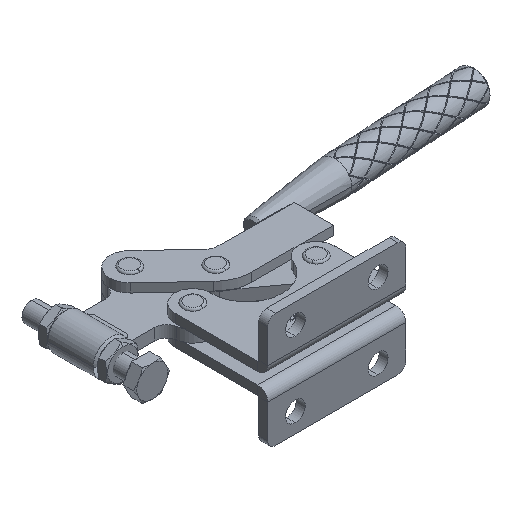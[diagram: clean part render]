
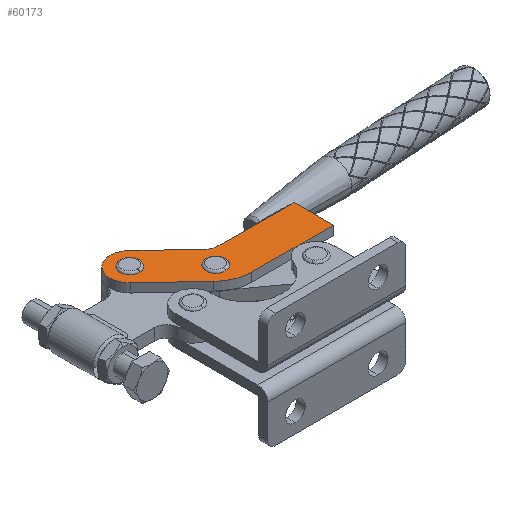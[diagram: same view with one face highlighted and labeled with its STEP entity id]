
A CAD part, isometric view. The second image highlights one B-rep face of the part: STEP entity #60173.
In plain terms, the highlighted face is planar.
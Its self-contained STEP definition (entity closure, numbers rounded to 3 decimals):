
#8115 = DIRECTION ( 'NONE',  ( -1., 0., 0. ) ) ;
#8119 = CARTESIAN_POINT ( 'NONE',  ( 7.5, 146.189, 3.592 ) ) ;
#8124 = PLANE ( 'NONE',  #13170 ) ;
#8128 = DIRECTION ( 'NONE',  ( 0., 0., 1. ) ) ;
#8967 = CIRCLE ( 'NONE', #66297, 6. ) ;
#8976 = CIRCLE ( 'NONE', #66295, 4. ) ;
#8980 = CIRCLE ( 'NONE', #66296, 4. ) ;
#8983 = LINE ( 'NONE', #49850, #8987 ) ;
#8985 = LINE ( 'NONE', #50378, #8997 ) ;
#8987 = VECTOR ( 'NONE', #50494, 1000. ) ;
#8997 = VECTOR ( 'NONE', #49839, 1000. ) ;
#8999 = CIRCLE ( 'NONE', #66298, 10. ) ;
#9003 = CIRCLE ( 'NONE', #66299, 20. ) ;
#9008 = LINE ( 'NONE', #49868, #9012 ) ;
#9012 = VECTOR ( 'NONE', #49883, 1000. ) ;
#9014 = LINE ( 'NONE', #49841, #9027 ) ;
#9027 = VECTOR ( 'NONE', #50344, 1000. ) ;
#9029 = LINE ( 'NONE', #50343, #9040 ) ;
#9040 = VECTOR ( 'NONE', #50360, 1000. ) ;
#12906 = FACE_BOUND ( 'NONE', #20086, .T. ) ;
#12907 = FACE_BOUND ( 'NONE', #20098, .T. ) ;
#12910 = FACE_OUTER_BOUND ( 'NONE', #20087, .T. ) ;
#13170 = AXIS2_PLACEMENT_3D ( 'NONE', #8119, #8115, #8128 ) ;
#14035 = AXIS2_PLACEMENT_3D ( 'NONE', #16922, #16923, #16924 ) ;
#14124 = AXIS2_PLACEMENT_3D ( 'NONE', #17184, #17185, #17186 ) ;
#16677 = CARTESIAN_POINT ( 'NONE',  ( 7.5, 173.916, -15.479 ) ) ;
#16678 = CARTESIAN_POINT ( 'NONE',  ( 7.5, 173.916, -7.479 ) ) ;
#16854 = CARTESIAN_POINT ( 'NONE',  ( 7.5, 152.869, 15.091 ) ) ;
#16922 = CARTESIAN_POINT ( 'NONE',  ( 7.5, 173.916, -11.479 ) ) ;
#16923 = DIRECTION ( 'NONE',  ( 1., 0., 0. ) ) ;
#16924 = DIRECTION ( 'NONE',  ( 0., 0., -1. ) ) ;
#17184 = CARTESIAN_POINT ( 'NONE',  ( 7.5, 152.869, 11.091 ) ) ;
#17185 = DIRECTION ( 'NONE',  ( 1., 0., 0. ) ) ;
#17186 = DIRECTION ( 'NONE',  ( 0., 0., -1. ) ) ;
#17749 = CIRCLE ( 'NONE', #14035, 4. ) ;
#17839 = CIRCLE ( 'NONE', #14124, 4. ) ;
#20086 = EDGE_LOOP ( 'NONE', ( #40490, #40472 ) ) ;
#20087 = EDGE_LOOP ( 'NONE', ( #40498, #54711, #54737, #54817, #54757, #54722, #54773, #40507 ) ) ;
#20098 = EDGE_LOOP ( 'NONE', ( #40561, #40590 ) ) ;
#20836 = EDGE_CURVE ( 'NONE', #40963, #64690, #8976, .T. ) ;
#20837 = EDGE_CURVE ( 'NONE', #64493, #64495, #8980, .T. ) ;
#20838 = EDGE_CURVE ( 'NONE', #54633, #54609, #8983, .T. ) ;
#20839 = EDGE_CURVE ( 'NONE', #54609, #54623, #8967, .T. ) ;
#20841 = EDGE_CURVE ( 'NONE', #54623, #54682, #8985, .T. ) ;
#20844 = EDGE_CURVE ( 'NONE', #54682, #54690, #8999, .T. ) ;
#20845 = EDGE_CURVE ( 'NONE', #54690, #54635, #9008, .T. ) ;
#20847 = EDGE_CURVE ( 'NONE', #54635, #54613, #9003, .T. ) ;
#20849 = EDGE_CURVE ( 'NONE', #54613, #54643, #9014, .T. ) ;
#20852 = EDGE_CURVE ( 'NONE', #54643, #54633, #9029, .T. ) ;
#40472 = ORIENTED_EDGE ( 'NONE', *, *, #20836, .F. ) ;
#40490 = ORIENTED_EDGE ( 'NONE', *, *, #65000, .F. ) ;
#40498 = ORIENTED_EDGE ( 'NONE', *, *, #20852, .T. ) ;
#40507 = ORIENTED_EDGE ( 'NONE', *, *, #20849, .T. ) ;
#40561 = ORIENTED_EDGE ( 'NONE', *, *, #64854, .F. ) ;
#40590 = ORIENTED_EDGE ( 'NONE', *, *, #20837, .F. ) ;
#40963 = VERTEX_POINT ( 'NONE', #46936 ) ;
#46221 = CARTESIAN_POINT ( 'NONE',  ( 7.5, 181.229, -4.659 ) ) ;
#46235 = CARTESIAN_POINT ( 'NONE',  ( 7.5, 166.602, -18.299 ) ) ;
#46303 = CARTESIAN_POINT ( 'NONE',  ( 7.5, 106.395, 26.423 ) ) ;
#46316 = CARTESIAN_POINT ( 'NONE',  ( 7.5, 160.816, 17.232 ) ) ;
#46319 = CARTESIAN_POINT ( 'NONE',  ( 7.5, 105., 6.472 ) ) ;
#46337 = CARTESIAN_POINT ( 'NONE',  ( 7.5, 147.8, 1.863 ) ) ;
#46359 = CARTESIAN_POINT ( 'NONE',  ( 7.5, 147.584, 23.543 ) ) ;
#46365 = CARTESIAN_POINT ( 'NONE',  ( 7.5, 143.831, 3.757 ) ) ;
#46936 = CARTESIAN_POINT ( 'NONE',  ( 7.5, 152.869, 7.091 ) ) ;
#49839 = DIRECTION ( 'NONE',  ( 0., 0.682, -0.731 ) ) ;
#49841 = CARTESIAN_POINT ( 'NONE',  ( 7.5, 106.395, 26.423 ) ) ;
#49846 = CARTESIAN_POINT ( 'NONE',  ( 7.5, 152.869, 11.091 ) ) ;
#49849 = CARTESIAN_POINT ( 'NONE',  ( 7.5, 143.412, -2.229 ) ) ;
#49850 = CARTESIAN_POINT ( 'NONE',  ( 7.5, 105., 6.472 ) ) ;
#49864 = CARTESIAN_POINT ( 'NONE',  ( 7.5, 173.916, -11.479 ) ) ;
#49868 = CARTESIAN_POINT ( 'NONE',  ( 7.5, 160.816, 17.232 ) ) ;
#49872 = CARTESIAN_POINT ( 'NONE',  ( 7.5, 146.189, 3.592 ) ) ;
#49873 = DIRECTION ( 'NONE',  ( -1., 0., 0. ) ) ;
#49874 = CARTESIAN_POINT ( 'NONE',  ( 7.5, 173.916, -11.479 ) ) ;
#49875 = DIRECTION ( 'NONE',  ( 1., 0., 0. ) ) ;
#49876 = DIRECTION ( 'NONE',  ( 0., 0., -1. ) ) ;
#49883 = DIRECTION ( 'NONE',  ( 0., -0.682, 0.731 ) ) ;
#49887 = DIRECTION ( 'NONE',  ( 0., 0., -1. ) ) ;
#49888 = DIRECTION ( 'NONE',  ( 1., 0., 0. ) ) ;
#49892 = DIRECTION ( 'NONE',  ( 0., 0., 1. ) ) ;
#50341 = DIRECTION ( 'NONE',  ( 0., 0., 1. ) ) ;
#50343 = CARTESIAN_POINT ( 'NONE',  ( 7.5, 105., 6.472 ) ) ;
#50344 = DIRECTION ( 'NONE',  ( 0., -0.998, 0.07 ) ) ;
#50360 = DIRECTION ( 'NONE',  ( 0., -0.07, -0.998 ) ) ;
#50378 = CARTESIAN_POINT ( 'NONE',  ( 7.5, 147.8, 1.863 ) ) ;
#50414 = DIRECTION ( 'NONE',  ( 1., 0., 0. ) ) ;
#50426 = DIRECTION ( 'NONE',  ( 0., 0., 1. ) ) ;
#50494 = DIRECTION ( 'NONE',  ( 0., 0.998, -0.07 ) ) ;
#50495 = DIRECTION ( 'NONE',  ( 1., 0., 0. ) ) ;
#54609 = VERTEX_POINT ( 'NONE', #46365 ) ;
#54613 = VERTEX_POINT ( 'NONE', #46359 ) ;
#54623 = VERTEX_POINT ( 'NONE', #46337 ) ;
#54633 = VERTEX_POINT ( 'NONE', #46319 ) ;
#54635 = VERTEX_POINT ( 'NONE', #46316 ) ;
#54643 = VERTEX_POINT ( 'NONE', #46303 ) ;
#54682 = VERTEX_POINT ( 'NONE', #46235 ) ;
#54690 = VERTEX_POINT ( 'NONE', #46221 ) ;
#54711 = ORIENTED_EDGE ( 'NONE', *, *, #20838, .T. ) ;
#54722 = ORIENTED_EDGE ( 'NONE', *, *, #20845, .T. ) ;
#54737 = ORIENTED_EDGE ( 'NONE', *, *, #20839, .T. ) ;
#54757 = ORIENTED_EDGE ( 'NONE', *, *, #20844, .T. ) ;
#54773 = ORIENTED_EDGE ( 'NONE', *, *, #20847, .T. ) ;
#54817 = ORIENTED_EDGE ( 'NONE', *, *, #20841, .T. ) ;
#60173 = ADVANCED_FACE ( 'NONE', ( #12907, #12910, #12906 ), #8124, .F. ) ;
#64493 = VERTEX_POINT ( 'NONE', #16677 ) ;
#64495 = VERTEX_POINT ( 'NONE', #16678 ) ;
#64690 = VERTEX_POINT ( 'NONE', #16854 ) ;
#64854 = EDGE_CURVE ( 'NONE', #64495, #64493, #17749, .T. ) ;
#65000 = EDGE_CURVE ( 'NONE', #64690, #40963, #17839, .T. ) ;
#66295 = AXIS2_PLACEMENT_3D ( 'NONE', #49846, #50495, #49887 ) ;
#66296 = AXIS2_PLACEMENT_3D ( 'NONE', #49874, #49875, #49876 ) ;
#66297 = AXIS2_PLACEMENT_3D ( 'NONE', #49849, #49873, #49892 ) ;
#66298 = AXIS2_PLACEMENT_3D ( 'NONE', #49864, #50414, #50426 ) ;
#66299 = AXIS2_PLACEMENT_3D ( 'NONE', #49872, #49888, #50341 ) ;
